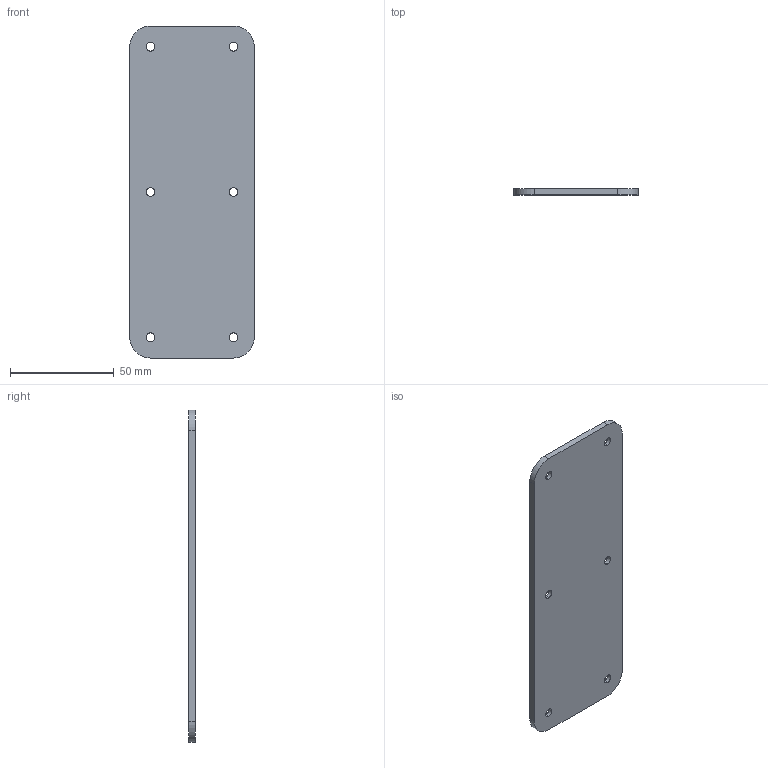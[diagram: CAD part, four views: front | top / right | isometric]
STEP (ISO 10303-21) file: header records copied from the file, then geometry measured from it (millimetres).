
FILE_DESCRIPTION (( 'STEP AP214' ), '1' );
FILE_NAME ('Top_Plate_Center_Support_Plate.STEP', '2022-07-10T10:01:30', ( '' ), ( '' ), 'SwSTEP 2.0', 'SolidWorks 2021', '' );
FILE_SCHEMA (( 'AUTOMOTIVE_DESIGN' ));
Length unit declared in the file: millimetre
Products named in the file (1): Top_Plate_Center_Support_Plate
Bounding box: 60 x 3 x 160 mm (x, y, z)
Volume: 26570.3 mm3; surface area: 21132.1 mm2
Topology: 1 solids, 1 shells, 194 faces, 513 edges, 342 vertices
Faces by surface type: plane 118, bspline 60, cylinder 16
Entity records: 9107 total; most frequent: CARTESIAN_POINT 4610, ORIENTED_EDGE 1026, DIRECTION 695, EDGE_CURVE 513, LINE 361, VECTOR 361, VERTEX_POINT 342, EDGE_LOOP 227
